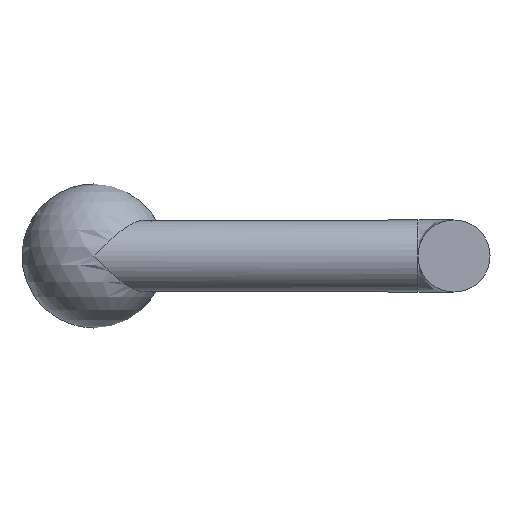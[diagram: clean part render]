
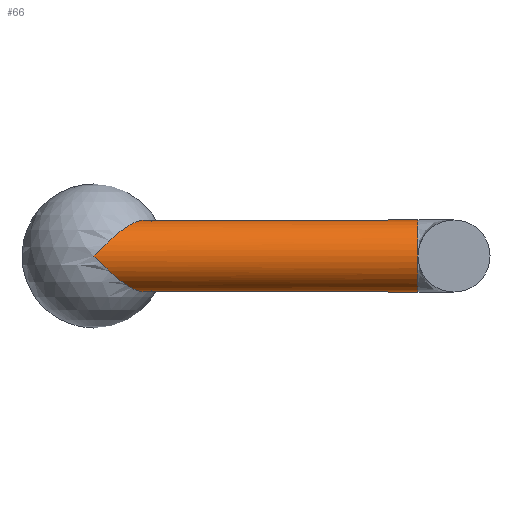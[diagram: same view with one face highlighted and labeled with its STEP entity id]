
A CAD part, front view. The second image highlights one B-rep face of the part: STEP entity #66.
In plain terms, the highlighted cylindrical face has radius 12.7 mm (diameter 25.4 mm), a full revolution.
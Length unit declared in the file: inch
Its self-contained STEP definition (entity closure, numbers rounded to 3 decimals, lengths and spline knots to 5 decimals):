
#15=B_SPLINE_CURVE_WITH_KNOTS('',3,(#137,#138,#139,#140,#141,#142,#143,
#144,#145,#146,#147,#148,#149,#150,#151,#152,#153,#154,#155,#156),
 .UNSPECIFIED.,.F.,.F.,(4,2,2,2,2,2,2,2,2,4),(-4.62935,-4.15664,
-3.68394,-3.11835,-2.55277,-1.9544,
-1.35603,-0.67802,-0.33901,0.),
 .UNSPECIFIED.);
#16=B_SPLINE_CURVE_WITH_KNOTS('',3,(#157,#158,#159,#160,#161,#162,#163,
#164,#165,#166,#167,#168,#169,#170,#171,#172,#173,#174,#175,#176),
 .UNSPECIFIED.,.F.,.F.,(4,2,2,2,2,2,2,2,2,4),(-4.62935,-4.15664,
-3.68394,-3.11835,-2.55277,-1.9544,
-1.35603,-0.67802,-0.33901,0.),
 .UNSPECIFIED.);
#19=FACE_BOUND('',#32,.T.);
#22=CYLINDRICAL_SURFACE('',#81,0.5);
#26=FACE_OUTER_BOUND('',#31,.T.);
#31=EDGE_LOOP('',(#51,#52));
#32=EDGE_LOOP('',(#53));
#36=CIRCLE('',#80,0.5);
#38=VERTEX_POINT('',#104);
#39=VERTEX_POINT('',#135);
#40=VERTEX_POINT('',#136);
#43=EDGE_CURVE('',#38,#38,#36,.T.);
#44=EDGE_CURVE('',#39,#40,#15,.T.);
#45=EDGE_CURVE('',#39,#40,#16,.T.);
#51=ORIENTED_EDGE('',*,*,#44,.T.);
#52=ORIENTED_EDGE('',*,*,#45,.F.);
#53=ORIENTED_EDGE('',*,*,#43,.T.);
#66=ADVANCED_FACE('',(#26,#19),#22,.T.);
#80=AXIS2_PLACEMENT_3D('',#133,#93,#94);
#81=AXIS2_PLACEMENT_3D('',#134,#95,#96);
#93=DIRECTION('center_axis',(-1.,0.,0.));
#94=DIRECTION('ref_axis',(0.,-1.,0.));
#95=DIRECTION('center_axis',(-1.,0.,0.));
#96=DIRECTION('ref_axis',(0.,-1.,0.));
#104=CARTESIAN_POINT('',(-0.5,0.5,0.));
#133=CARTESIAN_POINT('Origin',(-0.5,1.,0.));
#134=CARTESIAN_POINT('Origin',(-0.5,1.,0.));
#135=CARTESIAN_POINT('',(-4.,1.5,0.));
#136=CARTESIAN_POINT('',(-5.,0.5,0.));
#137=CARTESIAN_POINT('Ctrl Pts',(-4.,1.5,0.));
#138=CARTESIAN_POINT('Ctrl Pts',(-4.,1.5,0.06204));
#139=CARTESIAN_POINT('Ctrl Pts',(-4.00609,1.4877,0.12769));
#140=CARTESIAN_POINT('Ctrl Pts',(-4.03073,1.43934,0.24726));
#141=CARTESIAN_POINT('Ctrl Pts',(-4.04932,1.40333,0.30118));
#142=CARTESIAN_POINT('Ctrl Pts',(-4.09656,1.31554,0.39406));
#143=CARTESIAN_POINT('Ctrl Pts',(-4.12998,1.25547,0.43532));
#144=CARTESIAN_POINT('Ctrl Pts',(-4.20664,1.12795,0.48826));
#145=CARTESIAN_POINT('Ctrl Pts',(-4.25004,1.0606,0.5));
#146=CARTESIAN_POINT('Ctrl Pts',(-4.33823,0.93588,0.5));
#147=CARTESIAN_POINT('Ctrl Pts',(-4.39002,0.86915,0.48694));
#148=CARTESIAN_POINT('Ctrl Pts',(-4.49816,0.74892,0.43725));
#149=CARTESIAN_POINT('Ctrl Pts',(-4.55465,0.69551,0.40078));
#150=CARTESIAN_POINT('Ctrl Pts',(-4.66806,0.60656,0.31542));
#151=CARTESIAN_POINT('Ctrl Pts',(-4.73454,0.56595,0.25749));
#152=CARTESIAN_POINT('Ctrl Pts',(-4.83535,0.52598,0.16273));
#153=CARTESIAN_POINT('Ctrl Pts',(-4.86917,0.51601,0.12989));
#154=CARTESIAN_POINT('Ctrl Pts',(-4.93576,0.50302,0.06425));
#155=CARTESIAN_POINT('Ctrl Pts',(-4.96854,0.5,0.03146));
#156=CARTESIAN_POINT('Ctrl Pts',(-5.,0.5,0.));
#157=CARTESIAN_POINT('Ctrl Pts',(-4.,1.5,0.));
#158=CARTESIAN_POINT('Ctrl Pts',(-4.,1.5,-0.06204));
#159=CARTESIAN_POINT('Ctrl Pts',(-4.00609,1.4877,-0.12769));
#160=CARTESIAN_POINT('Ctrl Pts',(-4.03073,1.43934,-0.24726));
#161=CARTESIAN_POINT('Ctrl Pts',(-4.04932,1.40333,-0.30118));
#162=CARTESIAN_POINT('Ctrl Pts',(-4.09656,1.31554,-0.39406));
#163=CARTESIAN_POINT('Ctrl Pts',(-4.12998,1.25547,-0.43532));
#164=CARTESIAN_POINT('Ctrl Pts',(-4.20664,1.12795,-0.48826));
#165=CARTESIAN_POINT('Ctrl Pts',(-4.25004,1.0606,-0.5));
#166=CARTESIAN_POINT('Ctrl Pts',(-4.33823,0.93588,-0.5));
#167=CARTESIAN_POINT('Ctrl Pts',(-4.39002,0.86915,-0.48694));
#168=CARTESIAN_POINT('Ctrl Pts',(-4.49816,0.74892,-0.43725));
#169=CARTESIAN_POINT('Ctrl Pts',(-4.55465,0.69551,-0.40078));
#170=CARTESIAN_POINT('Ctrl Pts',(-4.66806,0.60656,-0.31542));
#171=CARTESIAN_POINT('Ctrl Pts',(-4.73454,0.56595,-0.25749));
#172=CARTESIAN_POINT('Ctrl Pts',(-4.83535,0.52598,-0.16273));
#173=CARTESIAN_POINT('Ctrl Pts',(-4.86917,0.51601,-0.12989));
#174=CARTESIAN_POINT('Ctrl Pts',(-4.93576,0.50302,-0.06425));
#175=CARTESIAN_POINT('Ctrl Pts',(-4.96854,0.5,-0.03146));
#176=CARTESIAN_POINT('Ctrl Pts',(-5.,0.5,0.));
